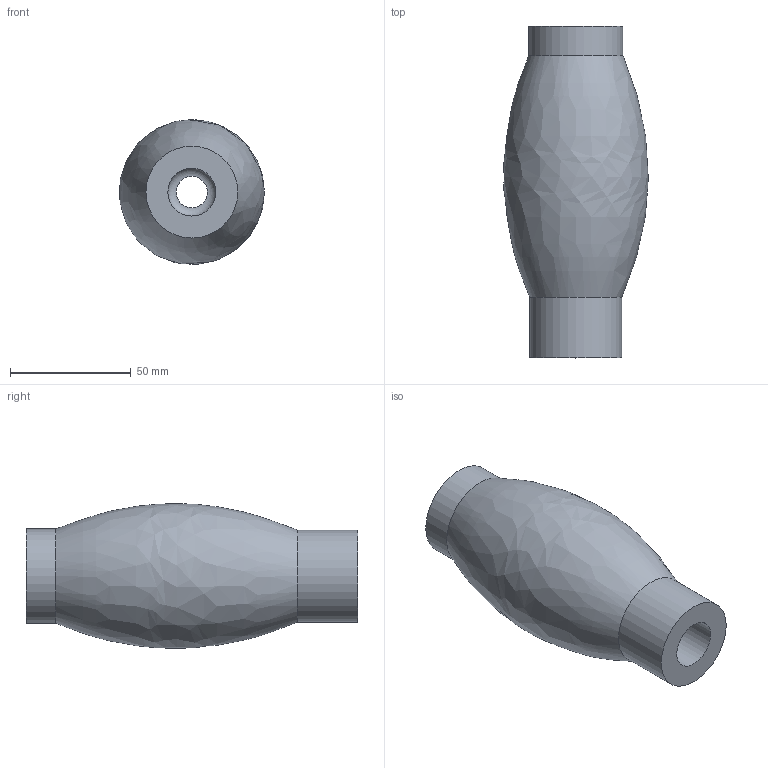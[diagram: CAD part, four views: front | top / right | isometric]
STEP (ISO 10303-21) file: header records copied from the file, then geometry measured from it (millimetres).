
FILE_DESCRIPTION(/* description */ (''),/* implementation_level */ '2;1');
FILE_NAME(/* name */ 'Pressure tank, 3d print. rev 001 inventor file.stp',/* time_stamp */ '2025-03-20T18:22:49+01:00',/* author */ ('Tobias'),/* organization */ (''),/* preprocessor_version */ 'ST-DEVELOPER v20',/* originating_system */ 'Autodesk Inventor 2025',/* authorisation */ '');
FILE_SCHEMA (('AUTOMOTIVE_DESIGN { 1 0 10303 214 3 1 1 }'));
Length unit declared in the file: millimetre
Products named in the file (1): Pressure tank, 3d print. rev 001 inventor file
Bounding box: 59.85 x 137.3 x 59.92 mm (x, y, z)
Volume: 140957 mm3; surface area: 38234.8 mm2
Topology: 1 solids, 1 shells, 14 faces, 34 edges, 24 vertices
Faces by surface type: bspline 6, cylinder 5, plane 2, torus 1
Full cylindrical faces by diameter (mm): 13 x1, 19.842 x1, 20 x1, 38 x1, 39 x1
Entity records: 952 total; most frequent: CARTESIAN_POINT 586, ORIENTED_EDGE 66, DIRECTION 61, EDGE_CURVE 33, AXIS2_PLACEMENT_3D 28, VERTEX_POINT 21, CIRCLE 19, EDGE_LOOP 16
